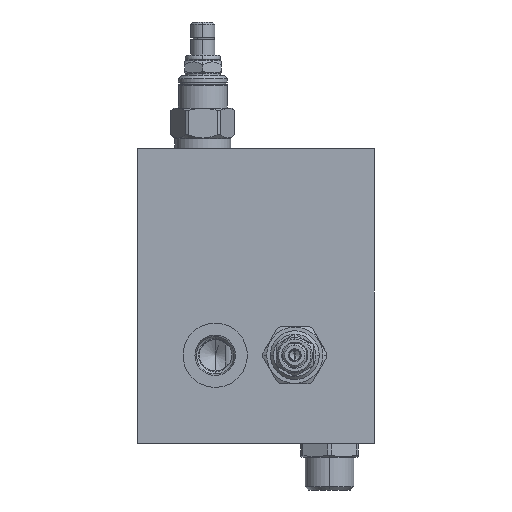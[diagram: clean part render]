
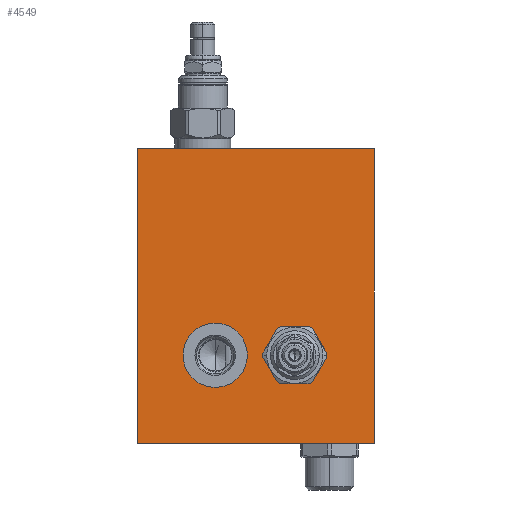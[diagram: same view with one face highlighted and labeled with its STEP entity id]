
A CAD part, left-side view. The second image highlights one B-rep face of the part: STEP entity #4549.
In plain terms, the highlighted planar face has unit normal (-1, 0, 0).
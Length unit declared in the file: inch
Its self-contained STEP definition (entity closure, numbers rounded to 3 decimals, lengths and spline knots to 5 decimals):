
#1=DIRECTION('',(0.,-1.,0.));
#2=VECTOR('',#1,3.625);
#3=CARTESIAN_POINT('',(0.,0.,0.));
#4=LINE('',#3,#2);
#47=DIRECTION('',(0.,0.,1.));
#48=VECTOR('',#47,4.5);
#49=CARTESIAN_POINT('',(0.,0.,0.));
#50=LINE('',#49,#48);
#51=CARTESIAN_POINT('',(0.,-2.406,1.344));
#52=DIRECTION('',(1.,0.,0.));
#53=DIRECTION('',(0.,0.,-1.));
#54=AXIS2_PLACEMENT_3D('',#51,#52,#53);
#56=CARTESIAN_POINT('',(0.,-2.406,1.344));
#57=DIRECTION('',(1.,0.,0.));
#58=DIRECTION('',(0.,0.,1.));
#59=AXIS2_PLACEMENT_3D('',#56,#57,#58);
#61=CARTESIAN_POINT('',(0.,-1.188,1.344));
#62=DIRECTION('',(1.,0.,0.));
#63=DIRECTION('',(0.,0.,-1.));
#64=AXIS2_PLACEMENT_3D('',#61,#62,#63);
#66=CARTESIAN_POINT('',(0.,-1.188,1.344));
#67=DIRECTION('',(1.,0.,0.));
#68=DIRECTION('',(0.,0.,1.));
#69=AXIS2_PLACEMENT_3D('',#66,#67,#68);
#119=DIRECTION('',(0.,0.,1.));
#120=VECTOR('',#119,4.5);
#121=CARTESIAN_POINT('',(0.,-3.625,0.));
#122=LINE('',#121,#120);
#163=DIRECTION('',(0.,-1.,0.));
#164=VECTOR('',#163,3.625);
#165=CARTESIAN_POINT('',(0.,0.,4.5));
#166=LINE('',#165,#164);
#3881=CARTESIAN_POINT('',(0.,0.,0.));
#3882=CARTESIAN_POINT('',(0.,-3.625,0.));
#3883=VERTEX_POINT('',#3881);
#3884=VERTEX_POINT('',#3882);
#3889=CARTESIAN_POINT('',(0.,0.,4.5));
#3890=CARTESIAN_POINT('',(0.,-3.625,4.5));
#3891=VERTEX_POINT('',#3889);
#3892=VERTEX_POINT('',#3890);
#4071=CARTESIAN_POINT('',(0.,-2.406,1.7745));
#4072=VERTEX_POINT('',#4071);
#4077=CARTESIAN_POINT('',(0.,-2.406,0.9135));
#4078=VERTEX_POINT('',#4077);
#4097=CARTESIAN_POINT('',(0.,-1.188,0.852));
#4099=VERTEX_POINT('',#4097);
#4101=CARTESIAN_POINT('',(0.,-1.188,1.836));
#4103=VERTEX_POINT('',#4101);
#4523=CARTESIAN_POINT('',(0.,0.,0.));
#4524=DIRECTION('',(-1.,0.,0.));
#4525=DIRECTION('',(0.,-1.,0.));
#4526=AXIS2_PLACEMENT_3D('',#4523,#4524,#4525);
#4527=PLANE('',#4526);
#4528=ORIENTED_EDGE('',*,*,#4494,.F.);
#4530=ORIENTED_EDGE('',*,*,#4529,.T.);
#4532=ORIENTED_EDGE('',*,*,#4531,.T.);
#4534=ORIENTED_EDGE('',*,*,#4533,.F.);
#4535=EDGE_LOOP('',(#4528,#4530,#4532,#4534));
#4536=FACE_OUTER_BOUND('',#4535,.F.);
#4538=ORIENTED_EDGE('',*,*,#4537,.F.);
#4540=ORIENTED_EDGE('',*,*,#4539,.F.);
#4541=EDGE_LOOP('',(#4538,#4540));
#4542=FACE_BOUND('',#4541,.F.);
#4544=ORIENTED_EDGE('',*,*,#4543,.F.);
#4546=ORIENTED_EDGE('',*,*,#4545,.F.);
#4547=EDGE_LOOP('',(#4544,#4546));
#4548=FACE_BOUND('',#4547,.F.);
#4549=ADVANCED_FACE('',(#4536,#4542,#4548),#4527,.T.);
#55=CIRCLE('',#54,0.4305);
#60=CIRCLE('',#59,0.4305);
#65=CIRCLE('',#64,0.492);
#70=CIRCLE('',#69,0.492);
#4494=EDGE_CURVE('',#3883,#3884,#4,.T.);
#4529=EDGE_CURVE('',#3883,#3891,#50,.T.);
#4531=EDGE_CURVE('',#3891,#3892,#166,.T.);
#4533=EDGE_CURVE('',#3884,#3892,#122,.T.);
#4537=EDGE_CURVE('',#4078,#4072,#55,.T.);
#4539=EDGE_CURVE('',#4072,#4078,#60,.T.);
#4543=EDGE_CURVE('',#4099,#4103,#65,.T.);
#4545=EDGE_CURVE('',#4103,#4099,#70,.T.);
